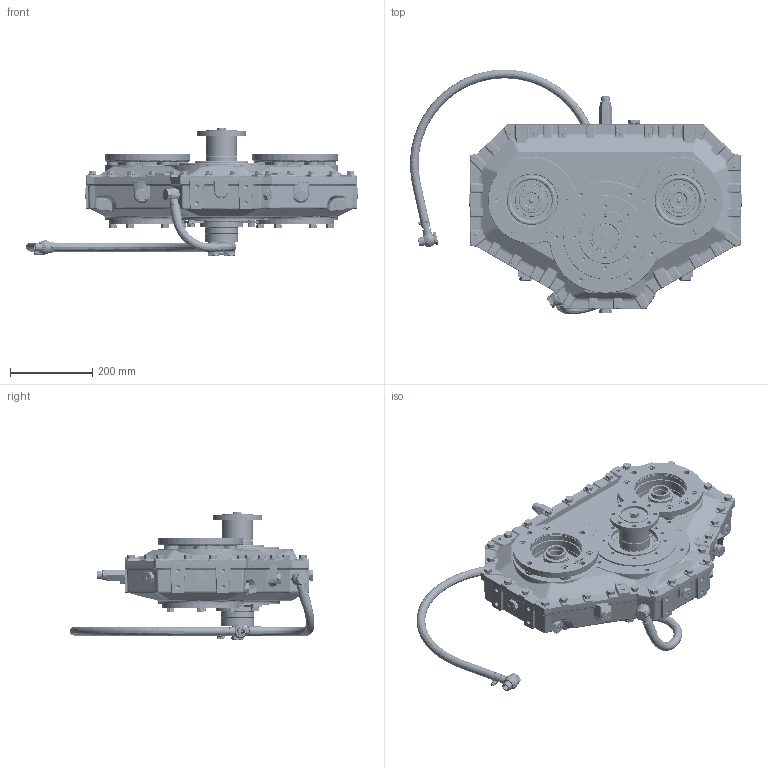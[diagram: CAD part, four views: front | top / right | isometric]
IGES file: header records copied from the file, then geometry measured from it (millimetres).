
Start section: SolidWorks IGES file using analytic representation for surfaces
Global section: file name: 1029017F.IGS; native system: SolidWorks 2007; preprocessor: SolidWorks 2007; author: piccagliad; date: 150512.100707; units: millimetre
Bounding box: 809.46 x 596.89 x 310.5 mm (x, y, z)
Surface area: 3269489.5 mm2 (no closed solid volume)
Topology: 0 solids, 0 shells, 11351 faces, 153994 edges, 153697 vertices
Faces by surface type: bspline 6698, revolution 4653
